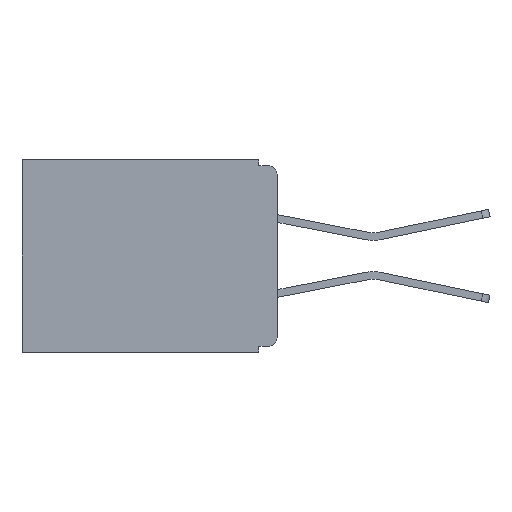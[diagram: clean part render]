
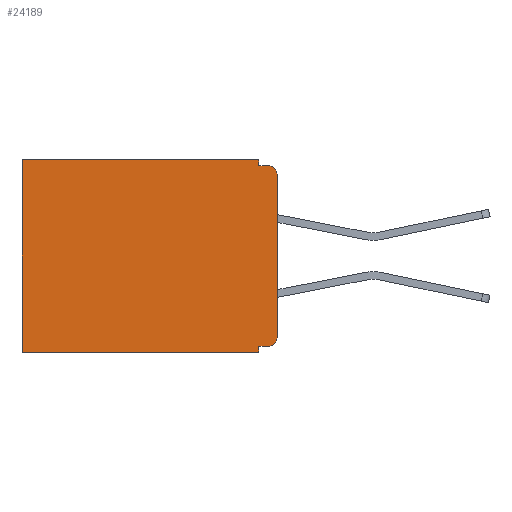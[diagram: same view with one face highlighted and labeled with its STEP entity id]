
A CAD part, left-side view. The second image highlights one B-rep face of the part: STEP entity #24189.
In plain terms, the highlighted planar face has unit normal (-1, 0, 0).
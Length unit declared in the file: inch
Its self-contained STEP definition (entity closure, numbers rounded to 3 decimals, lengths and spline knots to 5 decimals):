
#108 = CARTESIAN_POINT ( 'NONE',  ( 0.3, 0.015, -0.025 ) ) ;
#162 = VECTOR ( 'NONE', #15781, 39.37008 ) ;
#166 = ORIENTED_EDGE ( 'NONE', *, *, #20199, .F. ) ;
#349 = CARTESIAN_POINT ( 'NONE',  ( 0.3, 0.031, -0.33 ) ) ;
#706 = EDGE_CURVE ( 'NONE', #25061, #6867, #3700, .T. ) ;
#994 = LINE ( 'NONE', #23068, #162 ) ;
#2505 = EDGE_CURVE ( 'NONE', #26578, #7271, #994, .T. ) ;
#2752 = DIRECTION ( 'NONE',  ( 0., 0., -1. ) ) ;
#2947 = CARTESIAN_POINT ( 'NONE',  ( 0.3, 0., -0.025 ) ) ;
#3420 = ORIENTED_EDGE ( 'NONE', *, *, #14050, .T. ) ;
#3644 = VERTEX_POINT ( 'NONE', #3858 ) ;
#3700 = LINE ( 'NONE', #17726, #31147 ) ;
#3858 = CARTESIAN_POINT ( 'NONE',  ( 0.3, 0.031, 0. ) ) ;
#4735 = VERTEX_POINT ( 'NONE', #8768 ) ;
#4807 = EDGE_CURVE ( 'NONE', #6867, #26578, #18291, .T. ) ;
#5306 = VECTOR ( 'NONE', #7536, 39.37008 ) ;
#6204 = FACE_OUTER_BOUND ( 'NONE', #7703, .T. ) ;
#6248 = ORIENTED_EDGE ( 'NONE', *, *, #30185, .F. ) ;
#6833 = LINE ( 'NONE', #20822, #19765 ) ;
#6836 = DIRECTION ( 'NONE',  ( 0., 0., -1. ) ) ;
#6867 = VERTEX_POINT ( 'NONE', #10179 ) ;
#7271 = VERTEX_POINT ( 'NONE', #24637 ) ;
#7330 = CARTESIAN_POINT ( 'NONE',  ( 0.3, 0.031, -0.33 ) ) ;
#7536 = DIRECTION ( 'NONE',  ( 0., 0., -1. ) ) ;
#7703 = EDGE_LOOP ( 'NONE', ( #6248, #30524, #20008, #166, #25996, #21598, #26030, #8755, #13997, #3420 ) ) ;
#7969 = DIRECTION ( 'NONE',  ( 0., 1., 0. ) ) ;
#8257 = CIRCLE ( 'NONE', #15584, 0.015 ) ;
#8299 = EDGE_CURVE ( 'NONE', #4735, #7271, #18464, .T. ) ;
#8755 = ORIENTED_EDGE ( 'NONE', *, *, #4807, .F. ) ;
#8768 = CARTESIAN_POINT ( 'NONE',  ( 0.3, 0.437, 0. ) ) ;
#8782 = CIRCLE ( 'NONE', #12027, 0.015 ) ;
#8988 = PLANE ( 'NONE',  #33099 ) ;
#9256 = EDGE_CURVE ( 'NONE', #11686, #17989, #23599, .T. ) ;
#10179 = CARTESIAN_POINT ( 'NONE',  ( 0.3, 0.031, -0.32 ) ) ;
#11686 = VERTEX_POINT ( 'NONE', #12572 ) ;
#11863 = EDGE_CURVE ( 'NONE', #3644, #4735, #6833, .T. ) ;
#12027 = AXIS2_PLACEMENT_3D ( 'NONE', #27456, #12082, #30026 ) ;
#12082 = DIRECTION ( 'NONE',  ( -1., 0., 0. ) ) ;
#12572 = CARTESIAN_POINT ( 'NONE',  ( 0.3, 0.031, -0.01 ) ) ;
#12638 = VECTOR ( 'NONE', #13609, 39.37008 ) ;
#12706 = DIRECTION ( 'NONE',  ( 0., -1., 0. ) ) ;
#13609 = DIRECTION ( 'NONE',  ( 0., 0., -1. ) ) ;
#13997 = ORIENTED_EDGE ( 'NONE', *, *, #706, .F. ) ;
#14050 = EDGE_CURVE ( 'NONE', #25061, #32633, #8782, .T. ) ;
#14224 = LINE ( 'NONE', #17156, #27023 ) ;
#14235 = CARTESIAN_POINT ( 'NONE',  ( 0.3, 0., -0.33 ) ) ;
#14274 = VERTEX_POINT ( 'NONE', #2947 ) ;
#15517 = CARTESIAN_POINT ( 'NONE',  ( 0.3, 0.015, -0.01 ) ) ;
#15584 = AXIS2_PLACEMENT_3D ( 'NONE', #108, #18280, #2752 ) ;
#15781 = DIRECTION ( 'NONE',  ( 0., 1., 0. ) ) ;
#16083 = CARTESIAN_POINT ( 'NONE',  ( 0.3, 0.437, -0.33 ) ) ;
#16799 = DIRECTION ( 'NONE',  ( 0., 0., -1. ) ) ;
#17156 = CARTESIAN_POINT ( 'NONE',  ( 0.3, 0.031, 0. ) ) ;
#17726 = CARTESIAN_POINT ( 'NONE',  ( 0.3, 0., -0.32 ) ) ;
#17989 = VERTEX_POINT ( 'NONE', #15517 ) ;
#18280 = DIRECTION ( 'NONE',  ( -1., 0., 0. ) ) ;
#18291 = LINE ( 'NONE', #7330, #5306 ) ;
#18464 = LINE ( 'NONE', #16083, #30504 ) ;
#19765 = VECTOR ( 'NONE', #7969, 39.37008 ) ;
#19858 = DIRECTION ( 'NONE',  ( 0., 1., 0. ) ) ;
#20008 = ORIENTED_EDGE ( 'NONE', *, *, #9256, .F. ) ;
#20199 = EDGE_CURVE ( 'NONE', #3644, #11686, #14224, .T. ) ;
#20231 = LINE ( 'NONE', #28980, #12638 ) ;
#20822 = CARTESIAN_POINT ( 'NONE',  ( 0.3, 0., 0. ) ) ;
#21598 = ORIENTED_EDGE ( 'NONE', *, *, #8299, .T. ) ;
#23068 = CARTESIAN_POINT ( 'NONE',  ( 0.3, 0., -0.33 ) ) ;
#23599 = LINE ( 'NONE', #30660, #24394 ) ;
#23790 = DIRECTION ( 'NONE',  ( 0., 0., -1. ) ) ;
#23827 = CARTESIAN_POINT ( 'NONE',  ( 0.3, 0., -0.305 ) ) ;
#24189 = ADVANCED_FACE ( 'NONE', ( #6204 ), #8988, .F. ) ;
#24394 = VECTOR ( 'NONE', #12706, 39.37008 ) ;
#24637 = CARTESIAN_POINT ( 'NONE',  ( 0.3, 0.437, -0.33 ) ) ;
#25061 = VERTEX_POINT ( 'NONE', #32753 ) ;
#25996 = ORIENTED_EDGE ( 'NONE', *, *, #11863, .T. ) ;
#26030 = ORIENTED_EDGE ( 'NONE', *, *, #2505, .F. ) ;
#26578 = VERTEX_POINT ( 'NONE', #349 ) ;
#27023 = VECTOR ( 'NONE', #6836, 39.37008 ) ;
#27456 = CARTESIAN_POINT ( 'NONE',  ( 0.3, 0.015, -0.305 ) ) ;
#28436 = EDGE_CURVE ( 'NONE', #14274, #17989, #8257, .T. ) ;
#28980 = CARTESIAN_POINT ( 'NONE',  ( 0.3, 0., -0.33 ) ) ;
#30026 = DIRECTION ( 'NONE',  ( 0., 0., -1. ) ) ;
#30185 = EDGE_CURVE ( 'NONE', #14274, #32633, #20231, .T. ) ;
#30504 = VECTOR ( 'NONE', #23790, 39.37008 ) ;
#30524 = ORIENTED_EDGE ( 'NONE', *, *, #28436, .T. ) ;
#30660 = CARTESIAN_POINT ( 'NONE',  ( 0.3, 0., -0.01 ) ) ;
#31147 = VECTOR ( 'NONE', #19858, 39.37008 ) ;
#32162 = DIRECTION ( 'NONE',  ( 1., 0., 0. ) ) ;
#32633 = VERTEX_POINT ( 'NONE', #23827 ) ;
#32753 = CARTESIAN_POINT ( 'NONE',  ( 0.3, 0.015, -0.32 ) ) ;
#33099 = AXIS2_PLACEMENT_3D ( 'NONE', #14235, #32162, #16799 ) ;
